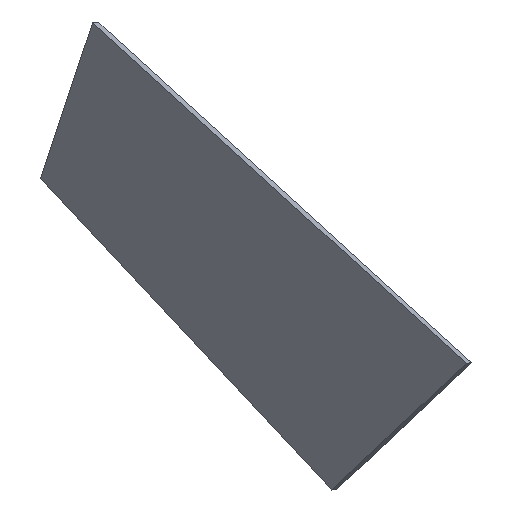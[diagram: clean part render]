
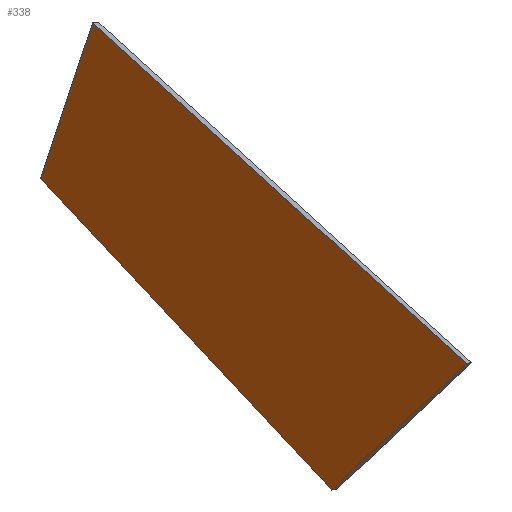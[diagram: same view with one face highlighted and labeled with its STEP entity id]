
A CAD part, isometric view. The second image highlights one B-rep face of the part: STEP entity #338.
In plain terms, the highlighted planar face has unit normal (-0.939, 0.066, 0.338).
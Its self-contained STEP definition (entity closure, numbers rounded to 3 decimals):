
#21 = EDGE_CURVE('',#22,#24,#26,.T.);
#22 = VERTEX_POINT('',#23);
#23 = CARTESIAN_POINT('',(-971.032,-59.409,
    -286.139));
#24 = VERTEX_POINT('',#25);
#25 = CARTESIAN_POINT('',(-940.578,146.177,
    -241.913));
#26 = SURFACE_CURVE('',#27,(#31,#43),.PCURVE_S1.);
#27 = LINE('',#28,#29);
#28 = CARTESIAN_POINT('',(-958.481,25.317,
    -267.912));
#29 = VECTOR('',#30,1.);
#30 = DIRECTION('',(0.143,0.968,0.208));
#31 = PCURVE('',#32,#37);
#32 = PLANE('',#33);
#33 = AXIS2_PLACEMENT_3D('',#34,#35,#36);
#34 = CARTESIAN_POINT('',(-955.501,25.106,
    -268.987));
#35 = DIRECTION('',(-0.314,0.244,-0.918));
#36 = DIRECTION('',(0.934,-0.097,-0.345));
#37 = DEFINITIONAL_REPRESENTATION('',(#38),#42);
#38 = LINE('',#39,#40);
#39 = CARTESIAN_POINT('',(-3.173,0.102));
#40 = VECTOR('',#41,1.);
#41 = DIRECTION('',(-0.032,-0.999));
#42 = ( GEOMETRIC_REPRESENTATION_CONTEXT(2) 
PARAMETRIC_REPRESENTATION_CONTEXT() REPRESENTATION_CONTEXT('2D SPACE',''
  ) );
#43 = PCURVE('',#44,#49);
#44 = PLANE('',#45);
#45 = AXIS2_PLACEMENT_3D('',#46,#47,#48);
#46 = CARTESIAN_POINT('',(-944.946,15.773,
    -228.49));
#47 = DIRECTION('',(-0.939,0.066,0.338));
#48 = DIRECTION('',(0.074,0.997,0.011
    ));
#49 = DEFINITIONAL_REPRESENTATION('',(#50),#54);
#50 = LINE('',#51,#52);
#51 = CARTESIAN_POINT('',(8.092,41.987));
#52 = VECTOR('',#53,1.);
#53 = DIRECTION('',(0.978,-0.21));
#54 = ( GEOMETRIC_REPRESENTATION_CONTEXT(2) 
PARAMETRIC_REPRESENTATION_CONTEXT() REPRESENTATION_CONTEXT('2D SPACE',''
  ) );
#72 = PLANE('',#73);
#73 = AXIS2_PLACEMENT_3D('',#74,#75,#76);
#74 = CARTESIAN_POINT('',(-940.019,146.54,
    -249.819));
#75 = DIRECTION('',(0.089,0.995,0.052
    ));
#76 = DIRECTION('',(-0.005,-0.052,
    0.999));
#126 = PLANE('',#127);
#127 = AXIS2_PLACEMENT_3D('',#128,#129,#130);
#128 = CARTESIAN_POINT('',(-960.196,-76.885,
    -262.036));
#129 = DIRECTION('',(-0.238,-0.834,-0.498));
#130 = DIRECTION('',(0.052,0.501,-0.864)
  );
#141 = EDGE_CURVE('',#24,#142,#144,.T.);
#142 = VERTEX_POINT('',#143);
#143 = CARTESIAN_POINT('',(-915.197,140.164,
    -170.316));
#144 = SURFACE_CURVE('',#145,(#149,#156),.PCURVE_S1.);
#145 = LINE('',#146,#147);
#146 = CARTESIAN_POINT('',(-943.,146.751,
    -248.745));
#147 = VECTOR('',#148,1.);
#148 = DIRECTION('',(0.333,-0.079,0.94));
#149 = PCURVE('',#72,#150);
#150 = DEFINITIONAL_REPRESENTATION('',(#151),#155);
#151 = LINE('',#152,#153);
#152 = CARTESIAN_POINT('',(1.078,-2.986));
#153 = VECTOR('',#154,1.);
#154 = DIRECTION('',(0.941,0.34));
#155 = ( GEOMETRIC_REPRESENTATION_CONTEXT(2) 
PARAMETRIC_REPRESENTATION_CONTEXT() REPRESENTATION_CONTEXT('2D SPACE',''
  ) );
#156 = PCURVE('',#44,#157);
#157 = DEFINITIONAL_REPRESENTATION('',(#158),#162);
#158 = LINE('',#159,#160);
#159 = CARTESIAN_POINT('',(130.537,23.004));
#160 = VECTOR('',#161,1.);
#161 = DIRECTION('',(-0.044,-0.999));
#162 = ( GEOMETRIC_REPRESENTATION_CONTEXT(2) 
PARAMETRIC_REPRESENTATION_CONTEXT() REPRESENTATION_CONTEXT('2D SPACE',''
  ) );
#180 = PLANE('',#181);
#181 = AXIS2_PLACEMENT_3D('',#182,#183,#184);
#182 = CARTESIAN_POINT('',(-922.343,55.26,
    -182.897));
#183 = DIRECTION('',(0.324,-0.165,0.931));
#184 = DIRECTION('',(-0.934,0.097,0.342));
#217 = EDGE_CURVE('',#142,#218,#220,.T.);
#218 = VERTEX_POINT('',#219);
#219 = CARTESIAN_POINT('',(-945.713,-115.056,
    -204.991));
#220 = SURFACE_CURVE('',#221,(#225,#232),.PCURVE_S1.);
#221 = LINE('',#222,#223);
#222 = CARTESIAN_POINT('',(-925.323,55.47,
    -181.823));
#223 = VECTOR('',#224,1.);
#224 = DIRECTION('',(-0.118,-0.984,-0.134));
#225 = PCURVE('',#180,#226);
#226 = DEFINITIONAL_REPRESENTATION('',(#227),#231);
#227 = LINE('',#228,#229);
#228 = CARTESIAN_POINT('',(3.173,0.101));
#229 = VECTOR('',#230,1.);
#230 = DIRECTION('',(-0.032,0.999));
#231 = ( GEOMETRIC_REPRESENTATION_CONTEXT(2) 
PARAMETRIC_REPRESENTATION_CONTEXT() REPRESENTATION_CONTEXT('2D SPACE',''
  ) );
#232 = PCURVE('',#44,#233);
#233 = DEFINITIONAL_REPRESENTATION('',(#234),#238);
#234 = LINE('',#235,#236);
#235 = CARTESIAN_POINT('',(41.54,-49.125));
#236 = VECTOR('',#237,1.);
#237 = DIRECTION('',(-0.991,0.131));
#238 = ( GEOMETRIC_REPRESENTATION_CONTEXT(2) 
PARAMETRIC_REPRESENTATION_CONTEXT() REPRESENTATION_CONTEXT('2D SPACE',''
  ) );
#288 = EDGE_CURVE('',#218,#22,#289,.T.);
#289 = SURFACE_CURVE('',#290,(#294,#301),.PCURVE_S1.);
#290 = LINE('',#291,#292);
#291 = CARTESIAN_POINT('',(-963.176,-76.675,
    -260.961));
#292 = VECTOR('',#293,1.);
#293 = DIRECTION('',(-0.249,0.548,-0.799));
#294 = PCURVE('',#126,#295);
#295 = DEFINITIONAL_REPRESENTATION('',(#296),#300);
#296 = LINE('',#297,#298);
#297 = CARTESIAN_POINT('',(-0.979,-3.02));
#298 = VECTOR('',#299,1.);
#299 = DIRECTION('',(0.951,-0.308));
#300 = ( GEOMETRIC_REPRESENTATION_CONTEXT(2) 
PARAMETRIC_REPRESENTATION_CONTEXT() REPRESENTATION_CONTEXT('2D SPACE',''
  ) );
#301 = PCURVE('',#44,#302);
#302 = DEFINITIONAL_REPRESENTATION('',(#303),#307);
#303 = LINE('',#304,#305);
#304 = CARTESIAN_POINT('',(-93.887,33.444));
#305 = VECTOR('',#306,1.);
#306 = DIRECTION('',(0.519,0.855));
#307 = ( GEOMETRIC_REPRESENTATION_CONTEXT(2) 
PARAMETRIC_REPRESENTATION_CONTEXT() REPRESENTATION_CONTEXT('2D SPACE',''
  ) );
#338 = ADVANCED_FACE('',(#339),#44,.T.);
#339 = FACE_BOUND('',#340,.T.);
#340 = EDGE_LOOP('',(#341,#342,#343,#344));
#341 = ORIENTED_EDGE('',*,*,#21,.F.);
#342 = ORIENTED_EDGE('',*,*,#288,.F.);
#343 = ORIENTED_EDGE('',*,*,#217,.F.);
#344 = ORIENTED_EDGE('',*,*,#141,.F.);
